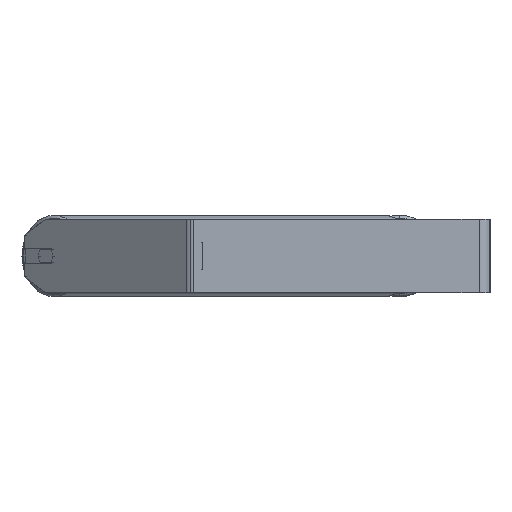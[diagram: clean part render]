
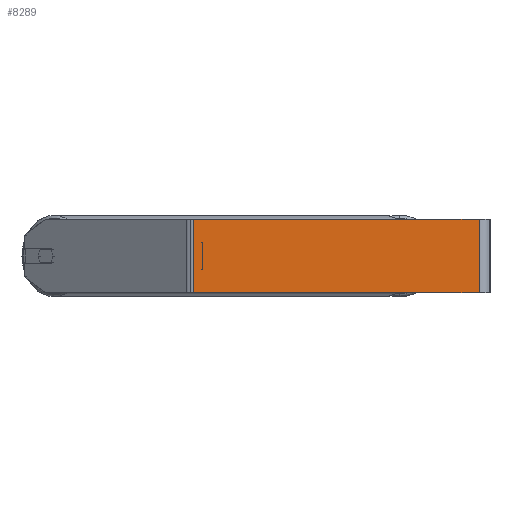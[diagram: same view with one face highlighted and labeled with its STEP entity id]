
A CAD part, left-side view. The second image highlights one B-rep face of the part: STEP entity #8289.
In plain terms, the highlighted planar face has unit normal (-1, 0, 0).
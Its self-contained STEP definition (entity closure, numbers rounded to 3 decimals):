
#130 = VERTEX_POINT ( 'NONE', #787 ) ;
#516 = CARTESIAN_POINT ( 'NONE',  ( -900., 328.351, 40. ) ) ;
#522 = CARTESIAN_POINT ( 'NONE',  ( -900., 328.351, -40. ) ) ;
#552 = VECTOR ( 'NONE', #8050, 1000. ) ;
#787 = CARTESIAN_POINT ( 'NONE',  ( -900., 323.983, 40. ) ) ;
#1050 = ORIENTED_EDGE ( 'NONE', *, *, #1520, .T. ) ;
#1220 = DIRECTION ( 'NONE',  ( 0., -1., 0. ) ) ;
#1248 = CARTESIAN_POINT ( 'NONE',  ( -900., 323.983, 40. ) ) ;
#1353 = LINE ( 'NONE', #5342, #552 ) ;
#1467 = VECTOR ( 'NONE', #5918, 1000. ) ;
#1490 = VECTOR ( 'NONE', #5997, 1000. ) ;
#1520 = EDGE_CURVE ( 'NONE', #4152, #8638, #1758, .T. ) ;
#1670 = EDGE_CURVE ( 'NONE', #5363, #8638, #1353, .T. ) ;
#1758 = LINE ( 'NONE', #522, #7208 ) ;
#2095 = DIRECTION ( 'NONE',  ( 1., 0., 0. ) ) ;
#3480 = CARTESIAN_POINT ( 'NONE',  ( -900., 12., 40. ) ) ;
#3873 = LINE ( 'NONE', #516, #1467 ) ;
#4152 = VERTEX_POINT ( 'NONE', #4436 ) ;
#4436 = CARTESIAN_POINT ( 'NONE',  ( -900., 323.983, -40. ) ) ;
#4615 = LINE ( 'NONE', #1248, #1490 ) ;
#4874 = AXIS2_PLACEMENT_3D ( 'NONE', #7429, #2095, #6142 ) ;
#4891 = FACE_OUTER_BOUND ( 'NONE', #6127, .T. ) ;
#5342 = CARTESIAN_POINT ( 'NONE',  ( -900., 12., 40. ) ) ;
#5363 = VERTEX_POINT ( 'NONE', #3480 ) ;
#5918 = DIRECTION ( 'NONE',  ( 0., -1., 0. ) ) ;
#5997 = DIRECTION ( 'NONE',  ( 0., 0., -1. ) ) ;
#6127 = EDGE_LOOP ( 'NONE', ( #1050, #7700, #7866, #7452 ) ) ;
#6142 = DIRECTION ( 'NONE',  ( 0., 0., -1. ) ) ;
#7012 = EDGE_CURVE ( 'NONE', #130, #5363, #3873, .T. ) ;
#7208 = VECTOR ( 'NONE', #1220, 1000. ) ;
#7429 = CARTESIAN_POINT ( 'NONE',  ( -900., 328.351, 40. ) ) ;
#7452 = ORIENTED_EDGE ( 'NONE', *, *, #8587, .T. ) ;
#7590 = CARTESIAN_POINT ( 'NONE',  ( -900., 12., -40. ) ) ;
#7599 = PLANE ( 'NONE',  #4874 ) ;
#7700 = ORIENTED_EDGE ( 'NONE', *, *, #1670, .F. ) ;
#7866 = ORIENTED_EDGE ( 'NONE', *, *, #7012, .F. ) ;
#8050 = DIRECTION ( 'NONE',  ( 0., 0., -1. ) ) ;
#8289 = ADVANCED_FACE ( 'NONE', ( #4891 ), #7599, .F. ) ;
#8587 = EDGE_CURVE ( 'NONE', #130, #4152, #4615, .T. ) ;
#8638 = VERTEX_POINT ( 'NONE', #7590 ) ;
